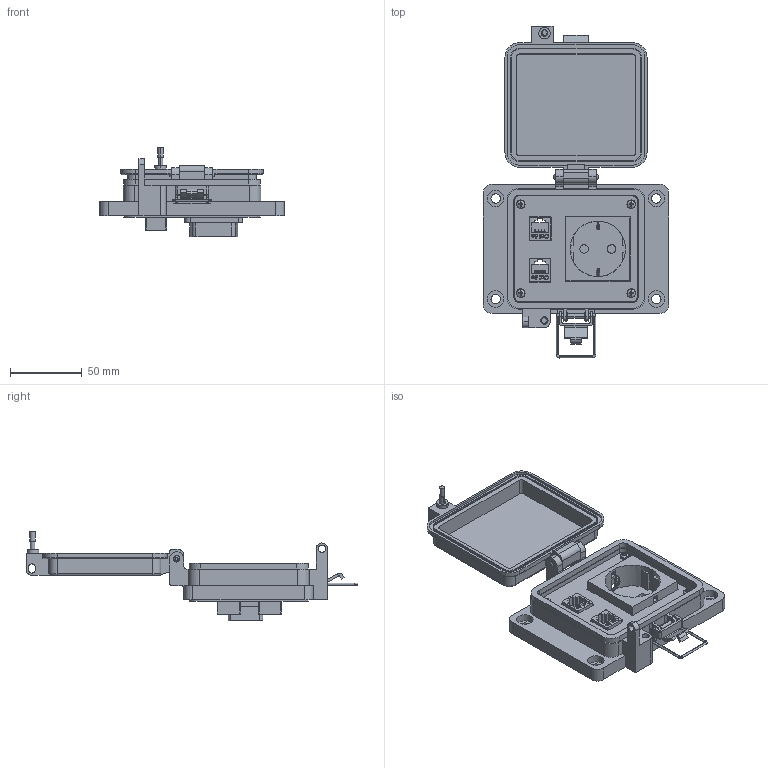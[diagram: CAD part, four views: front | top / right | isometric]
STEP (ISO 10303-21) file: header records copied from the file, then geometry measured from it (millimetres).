
FILE_DESCRIPTION (( 'STEP AP203' ), '1' );
FILE_NAME ('P-R2#2-K2RE0_3D.STEP', '2020-03-25T13:34:17', ( '' ), ( '' ), 'SwSTEP 2.0', 'SolidWorks 2019', '' );
FILE_SCHEMA (( 'CONFIG_CONTROL_DESIGN' ));
Length unit declared in the file: millimetre
Products named in the file (13): R2; P-R2#2-K2RE0_TP060_1; RE; P-R2#2-K2RE0_3D; P-R2#2-K2RE0_FP060_1; P-R2#2-K2RE0_BP180_1; Z-H-K2_B; -K2; 92005A124_METRIC PAN HEAD PHILLIPS MACHINE SCREW_92005A124; Z-200-OTLT-RE; Z-300-RJ45CAT5; Z-000-4243316TFP
Assembly tree (18 placements, depth 3):
  P-R2#2-K2RE0_3D
    P-R2#2-K2RE0_BP180_1
    P-R2#2-K2RE0_TP060_1
    Z-000-4243316TFP  x3
    P-R2#2-K2RE0_FP060_1
    R2
      Z-300-RJ45CAT5
    R2
      Z-300-RJ45CAT5
    RE
      Z-200-OTLT-RE
    -K2
      Z-H-K2_B
    92005A124_METRIC PAN HEAD PHILLIPS MACHINE SCREW_92005A124  x4
Bounding box: 129 x 231.28 x 62.24 mm (x, y, z)
Volume: 196365.4 mm3; surface area: 117440.8 mm2
Topology: 23 solids, 23 shells, 2310 faces, 6515 edges, 4316 vertices
Faces by surface type: plane 958, cylinder 921, bspline 320, cone 71, torus 32, sphere 8
Entity records: 54617 total; most frequent: CARTESIAN_POINT 19580, ORIENTED_EDGE 7590, DIRECTION 6149, EDGE_CURVE 3795, VERTEX_POINT 2513, LINE 2293, VECTOR 2293, AXIS2_PLACEMENT_3D 1928
